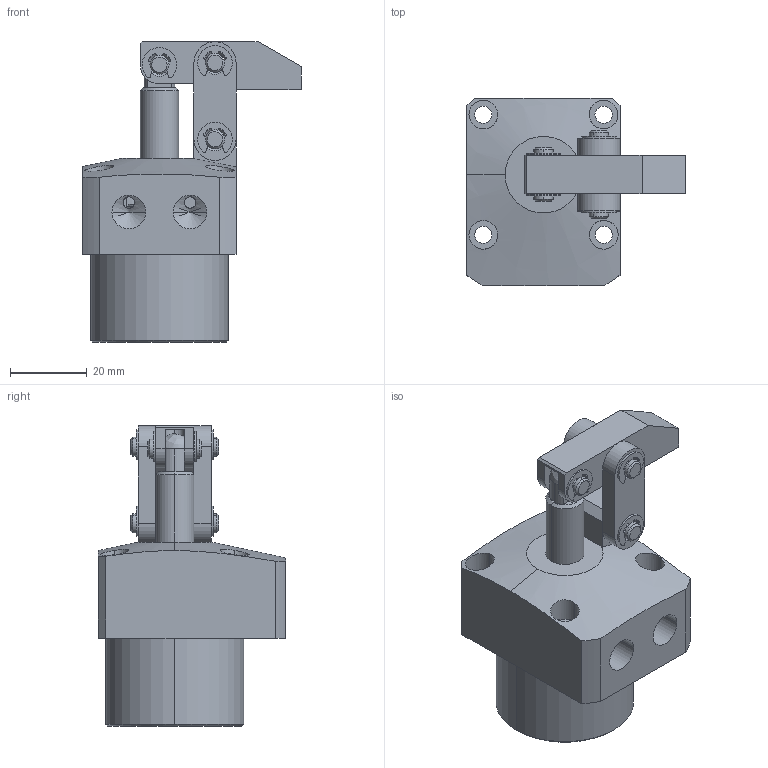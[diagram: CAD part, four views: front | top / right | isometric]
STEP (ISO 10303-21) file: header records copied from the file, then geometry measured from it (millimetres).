
FILE_DESCRIPTION (( 'STEP AP214' ), '1' );
FILE_NAME ('CLKA-036R杠杆油压缸三维图.STEP', '2019-04-18T00:47:22', ( '' ), ( '' ), 'SwSTEP 2.0', 'SolidWorks 2016', '' );
FILE_SCHEMA (( 'AUTOMOTIVE_DESIGN' ));
Length unit declared in the file: millimetre
Products named in the file (8): CLKA036掛极R; ｻ鏸鄕ﾋ_1_1_1; 揤旋_1; 种粣2_1; 种粣1_1; 蟀裝_1; 縐銅_1; CLKA-036R杠杆油压缸三维图
Assembly tree (14 placements, depth 2):
  CLKA-036R杠杆油压缸三维图
    縐銅_1  x6
    蟀裝_1  x2
    种粣1_1  x2
    种粣2_1
    揤旋_1
    ｻ鏸鄕ﾋ_1_1_1
    CLKA036掛极R
Bounding box: 57 x 49 x 78.5 mm (x, y, z)
Volume: 62737.8 mm3; surface area: 23994.3 mm2
Topology: 13 solids, 15 shells, 351 faces, 853 edges, 552 vertices
Faces by surface type: cylinder 179, plane 116, cone 52, bspline 4
Entity records: 6983 total; most frequent: CARTESIAN_POINT 1817, DIRECTION 1083, ORIENTED_EDGE 936, EDGE_CURVE 471, AXIS2_PLACEMENT_3D 431, VERTEX_POINT 304, EDGE_LOOP 248, LINE 221
